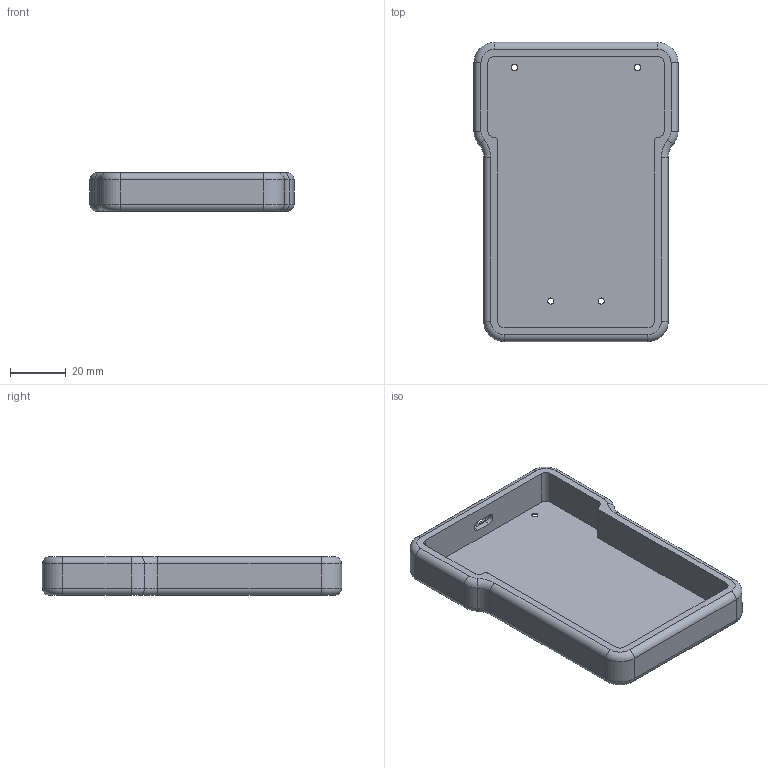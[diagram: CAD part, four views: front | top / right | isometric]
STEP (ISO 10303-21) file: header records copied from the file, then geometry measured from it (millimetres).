
FILE_DESCRIPTION(('HOOPS Exchange Step'),'2;1');
FILE_NAME('temp_export','2025-11-26T13:14:26-05:00',('jscotto'),('Shapr3D Limited'),'HOOPS Exchange 2025.7','Shapr3D','Authorized');
FILE_SCHEMA( ('AP242_MANAGED_MODEL_BASED_3D_ENGINEERING_MIM_LF {1 0 10303 442 1 1 4}') );
Length unit declared in the file: millimetre
Products named in the file (1): Case
Bounding box: 73 x 107 x 13.8 mm (x, y, z)
Volume: 28167.6 mm3; surface area: 22538.7 mm2
Topology: 1 solids, 1 shells, 82 faces, 206 edges, 128 vertices
Faces by surface type: cylinder 37, plane 22, torus 19, cone 4
Full cylindrical faces by diameter (mm): 8 x1
Entity records: 2537 total; most frequent: DIRECTION 489, CARTESIAN_POINT 418, ORIENTED_EDGE 412, EDGE_CURVE 206, AXIS2_PLACEMENT_3D 199, VERTEX_POINT 128, CIRCLE 115, EDGE_LOOP 94
